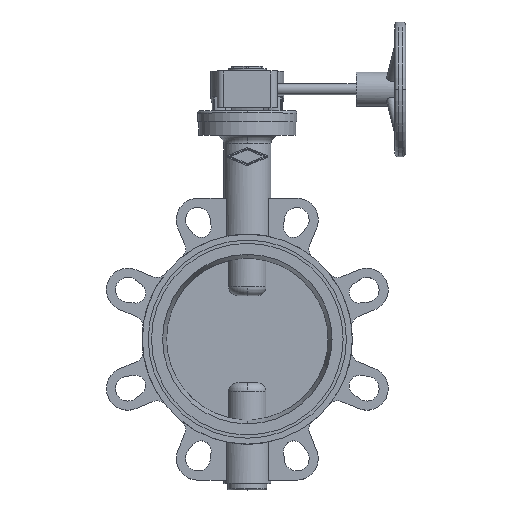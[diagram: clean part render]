
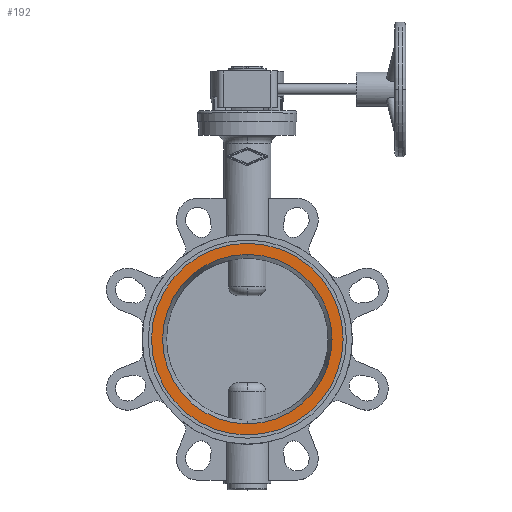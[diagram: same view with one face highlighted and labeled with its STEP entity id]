
A CAD part, top view. The second image highlights one B-rep face of the part: STEP entity #192.
In plain terms, the highlighted planar face has unit normal (0, 0, 1).
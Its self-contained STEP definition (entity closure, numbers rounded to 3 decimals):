
#192 = ADVANCED_FACE( '', ( #598, #599 ), #600, .T. );
#598 = FACE_BOUND( '', #1300, .T. );
#599 = FACE_OUTER_BOUND( '', #1301, .T. );
#600 = PLANE( '', #1302 );
#1300 = EDGE_LOOP( '', ( #2438, #2439 ) );
#1301 = EDGE_LOOP( '', ( #2440, #2441 ) );
#1302 = AXIS2_PLACEMENT_3D( '', #2442, #2443, #2444 );
#2438 = ORIENTED_EDGE( '', *, *, #4924, .F. );
#2439 = ORIENTED_EDGE( '', *, *, #4781, .F. );
#2440 = ORIENTED_EDGE( '', *, *, #4923, .T. );
#2441 = ORIENTED_EDGE( '', *, *, #4783, .T. );
#2442 = CARTESIAN_POINT( '', ( 0., 83.846, -1. ) );
#2443 = DIRECTION( '', ( 0., 0., 1. ) );
#2444 = DIRECTION( '', ( 0., 1., 0. ) );
#4781 = EDGE_CURVE( '', #5809, #5801, #5811, .T. );
#4783 = EDGE_CURVE( '', #5815, #5812, #5816, .T. );
#4923 = EDGE_CURVE( '', #5812, #5815, #6052, .T. );
#4924 = EDGE_CURVE( '', #5801, #5809, #6053, .T. );
#5801 = VERTEX_POINT( '', #7501 );
#5809 = VERTEX_POINT( '', #7544 );
#5811 = CIRCLE( '', #7547, 78.692 );
#5812 = VERTEX_POINT( '', #7548 );
#5815 = VERTEX_POINT( '', #7552 );
#5816 = CIRCLE( '', #7553, 89. );
#6052 = CIRCLE( '', #8400, 89. );
#6053 = CIRCLE( '', #8401, 78.692 );
#7501 = CARTESIAN_POINT( '', ( 0., 78.692, -1. ) );
#7544 = CARTESIAN_POINT( '', ( 0., -78.692, -1. ) );
#7547 = AXIS2_PLACEMENT_3D( '', #11070, #11071, #11072 );
#7548 = CARTESIAN_POINT( '', ( 0., 89., -1. ) );
#7552 = CARTESIAN_POINT( '', ( 0., -89., -1. ) );
#7553 = AXIS2_PLACEMENT_3D( '', #11074, #11075, #11076 );
#8400 = AXIS2_PLACEMENT_3D( '', #11282, #11283, #11284 );
#8401 = AXIS2_PLACEMENT_3D( '', #11285, #11286, #11287 );
#11070 = CARTESIAN_POINT( '', ( 0., 0., -1. ) );
#11071 = DIRECTION( '', ( 0., 0., 1. ) );
#11072 = DIRECTION( '', ( 0., 1., 0. ) );
#11074 = CARTESIAN_POINT( '', ( 0., 0., -1. ) );
#11075 = DIRECTION( '', ( 0., 0., 1. ) );
#11076 = DIRECTION( '', ( 0., 1., 0. ) );
#11282 = CARTESIAN_POINT( '', ( 0., 0., -1. ) );
#11283 = DIRECTION( '', ( 0., 0., 1. ) );
#11284 = DIRECTION( '', ( 0., 1., 0. ) );
#11285 = CARTESIAN_POINT( '', ( 0., 0., -1. ) );
#11286 = DIRECTION( '', ( 0., 0., 1. ) );
#11287 = DIRECTION( '', ( 0., 1., 0. ) );
